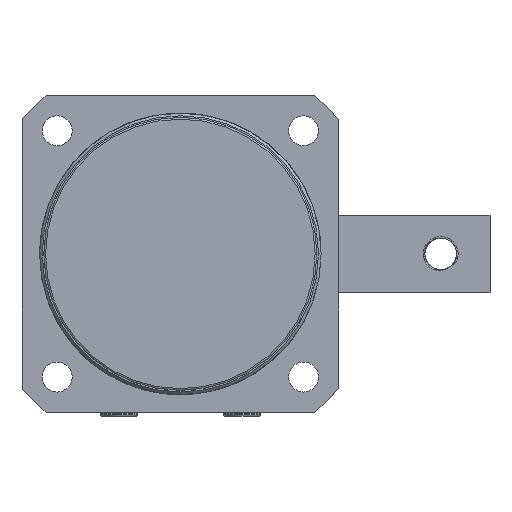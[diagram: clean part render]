
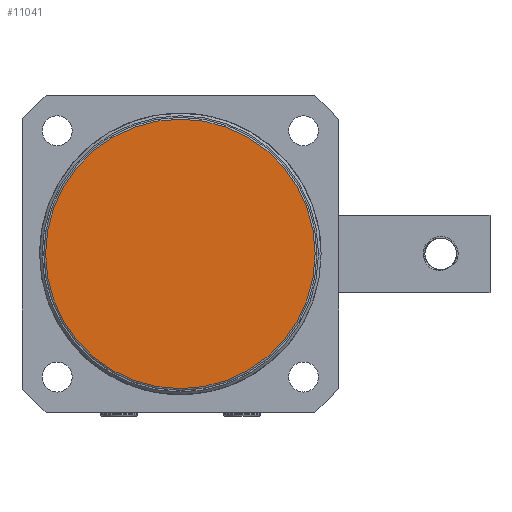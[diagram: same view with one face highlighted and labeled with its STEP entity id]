
A CAD part, front view. The second image highlights one B-rep face of the part: STEP entity #11041.
In plain terms, the highlighted planar face has unit normal (0, -1, 0).
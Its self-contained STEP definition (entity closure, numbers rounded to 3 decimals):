
#3330 = CIRCLE ( 'NONE', #17937, 38.3 ) ;
#4530 = EDGE_CURVE ( 'NONE', #29554, #24929, #39475, .T. ) ;
#10147 = DIRECTION ( 'NONE',  ( 0., 0., 1. ) ) ;
#11041 = ADVANCED_FACE ( 'NONE', ( #27408 ), #14482, .T. ) ;
#11814 = DIRECTION ( 'NONE',  ( 0., 0., -1. ) ) ;
#11856 = DIRECTION ( 'NONE',  ( 0., -1., 0. ) ) ;
#12487 = DIRECTION ( 'NONE',  ( 0., 1., 0. ) ) ;
#12622 = CARTESIAN_POINT ( 'NONE',  ( 63.735, 9.559, 0. ) ) ;
#13182 = CARTESIAN_POINT ( 'NONE',  ( 25.435, 9.559, 0. ) ) ;
#13685 = CARTESIAN_POINT ( 'NONE',  ( 63.735, 9.559, 0. ) ) ;
#14482 = PLANE ( 'NONE',  #27371 ) ;
#16844 = DIRECTION ( 'NONE',  ( 0., 0., 1. ) ) ;
#17937 = AXIS2_PLACEMENT_3D ( 'NONE', #13685, #35514, #16844 ) ;
#18530 = EDGE_LOOP ( 'NONE', ( #22159, #24085 ) ) ;
#22093 = CARTESIAN_POINT ( 'NONE',  ( 63.735, 9.559, 38.3 ) ) ;
#22159 = ORIENTED_EDGE ( 'NONE', *, *, #38147, .F. ) ;
#24085 = ORIENTED_EDGE ( 'NONE', *, *, #4530, .F. ) ;
#24929 = VERTEX_POINT ( 'NONE', #22093 ) ;
#27371 = AXIS2_PLACEMENT_3D ( 'NONE', #13182, #11856, #11814 ) ;
#27408 = FACE_OUTER_BOUND ( 'NONE', #18530, .T. ) ;
#28327 = CARTESIAN_POINT ( 'NONE',  ( 63.735, 9.559, -38.3 ) ) ;
#29554 = VERTEX_POINT ( 'NONE', #28327 ) ;
#29844 = AXIS2_PLACEMENT_3D ( 'NONE', #12622, #12487, #10147 ) ;
#35514 = DIRECTION ( 'NONE',  ( 0., 1., 0. ) ) ;
#38147 = EDGE_CURVE ( 'NONE', #24929, #29554, #3330, .T. ) ;
#39475 = CIRCLE ( 'NONE', #29844, 38.3 ) ;
